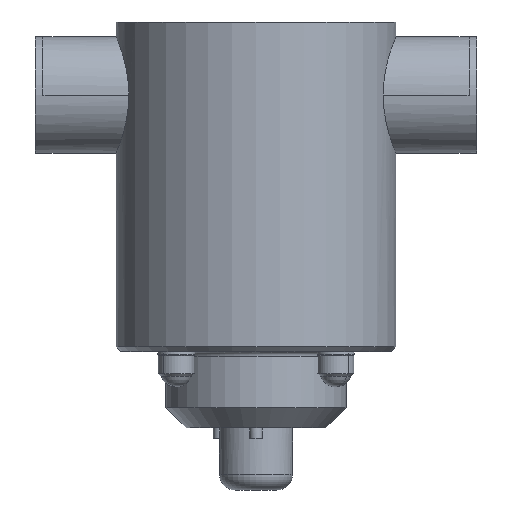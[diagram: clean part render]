
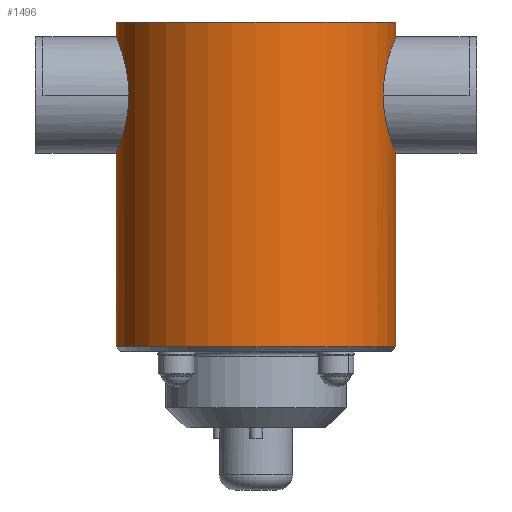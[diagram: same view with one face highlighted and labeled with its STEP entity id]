
A CAD part, front view. The second image highlights one B-rep face of the part: STEP entity #1496.
In plain terms, the highlighted cylindrical face has radius 90 mm (diameter 180 mm), a partial arc.
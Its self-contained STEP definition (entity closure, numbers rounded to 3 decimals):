
#45=CARTESIAN_POINT('',(90.,0.,80.5));
#69=CARTESIAN_POINT('',(90.,0.,155.5));
#71=CARTESIAN_POINT('',(-90.,0.,155.5));
#95=CARTESIAN_POINT('',(-90.,0.,80.5));
#97=DIRECTION('',(0.,0.,-1.));
#98=VECTOR('',#97,124.5);
#99=CARTESIAN_POINT('',(90.,0.,80.5));
#100=LINE('',#99,#98);
#101=DIRECTION('',(0.,0.,1.));
#102=VECTOR('',#101,124.5);
#103=CARTESIAN_POINT('',(-90.,0.,-44.));
#104=LINE('',#103,#102);
#105=CARTESIAN_POINT('',(-90.,0.,80.5));
#106=CARTESIAN_POINT('',(-90.,-2.116,80.5));
#107=CARTESIAN_POINT('',(-89.851,-6.376,80.857));
#108=CARTESIAN_POINT('',(-89.155,-12.889,82.551));
#109=CARTESIAN_POINT('',(-87.978,-19.28,85.602));
#110=CARTESIAN_POINT('',(-86.643,-24.531,89.38));
#111=CARTESIAN_POINT('',(-85.161,-29.224,94.212));
#112=CARTESIAN_POINT('',(-83.842,-32.779,99.381));
#113=CARTESIAN_POINT('',(-82.624,-35.711,105.872));
#114=CARTESIAN_POINT('',(-81.951,-37.205,112.138));
#115=CARTESIAN_POINT('',(-81.815,-37.5,116.08));
#116=CARTESIAN_POINT('',(-81.815,-37.5,118.));
#118=CARTESIAN_POINT('',(-81.815,-37.5,118.));
#119=CARTESIAN_POINT('',(-81.815,-37.5,120.064));
#120=CARTESIAN_POINT('',(-81.971,-37.161,124.238));
#121=CARTESIAN_POINT('',(-82.713,-35.509,130.73));
#122=CARTESIAN_POINT('',(-83.971,-32.454,137.188));
#123=CARTESIAN_POINT('',(-85.34,-28.706,142.429));
#124=CARTESIAN_POINT('',(-86.821,-23.893,147.14));
#125=CARTESIAN_POINT('',(-88.101,-18.71,150.727));
#126=CARTESIAN_POINT('',(-89.238,-12.29,153.653));
#127=CARTESIAN_POINT('',(-89.87,-5.993,155.19));
#128=CARTESIAN_POINT('',(-90.,-1.969,155.5));
#129=CARTESIAN_POINT('',(-90.,0.,155.5));
#131=DIRECTION('',(0.,0.,1.));
#132=VECTOR('',#131,9.5);
#133=CARTESIAN_POINT('',(-90.,0.,155.5));
#134=LINE('',#133,#132);
#135=DIRECTION('',(0.,0.,-1.));
#136=VECTOR('',#135,9.5);
#137=CARTESIAN_POINT('',(90.,0.,165.));
#138=LINE('',#137,#136);
#139=CARTESIAN_POINT('',(90.,0.,155.5));
#140=CARTESIAN_POINT('',(90.,-2.116,155.5));
#141=CARTESIAN_POINT('',(89.851,-6.376,155.143));
#142=CARTESIAN_POINT('',(89.155,-12.889,153.449));
#143=CARTESIAN_POINT('',(87.978,-19.28,150.398));
#144=CARTESIAN_POINT('',(86.643,-24.531,146.62));
#145=CARTESIAN_POINT('',(85.161,-29.224,141.788));
#146=CARTESIAN_POINT('',(83.842,-32.779,136.619));
#147=CARTESIAN_POINT('',(82.624,-35.711,130.128));
#148=CARTESIAN_POINT('',(81.951,-37.205,123.862));
#149=CARTESIAN_POINT('',(81.815,-37.5,119.92));
#150=CARTESIAN_POINT('',(81.815,-37.5,118.));
#152=CARTESIAN_POINT('',(81.815,-37.5,118.));
#153=CARTESIAN_POINT('',(81.815,-37.5,115.936));
#154=CARTESIAN_POINT('',(81.971,-37.161,111.762));
#155=CARTESIAN_POINT('',(82.713,-35.509,105.27));
#156=CARTESIAN_POINT('',(83.971,-32.454,98.812));
#157=CARTESIAN_POINT('',(85.34,-28.706,93.571));
#158=CARTESIAN_POINT('',(86.821,-23.893,88.86));
#159=CARTESIAN_POINT('',(88.101,-18.71,85.273));
#160=CARTESIAN_POINT('',(89.238,-12.29,82.347));
#161=CARTESIAN_POINT('',(89.87,-5.993,80.81));
#162=CARTESIAN_POINT('',(90.,-1.969,80.5));
#163=CARTESIAN_POINT('',(90.,0.,80.5));
#165=CARTESIAN_POINT('',(0.,0.,-44.));
#166=DIRECTION('',(0.,0.,1.));
#167=DIRECTION('',(-1.,0.,0.));
#168=AXIS2_PLACEMENT_3D('',#165,#166,#167);
#170=CARTESIAN_POINT('',(0.,0.,-44.));
#171=DIRECTION('',(0.,0.,1.));
#172=DIRECTION('',(0.,-1.,0.));
#173=AXIS2_PLACEMENT_3D('',#170,#171,#172);
#1001=CARTESIAN_POINT('',(0.,0.,165.));
#1002=DIRECTION('',(0.,0.,-1.));
#1003=DIRECTION('',(1.,0.,0.));
#1004=AXIS2_PLACEMENT_3D('',#1001,#1002,#1003);
#1161=VERTEX_POINT('',#45);
#1163=VERTEX_POINT('',#69);
#1164=VERTEX_POINT('',#71);
#1166=VERTEX_POINT('',#95);
#1167=CARTESIAN_POINT('',(90.,0.,-44.));
#1168=VERTEX_POINT('',#1167);
#1169=CARTESIAN_POINT('',(-90.,0.,-44.));
#1170=VERTEX_POINT('',#1169);
#1171=VERTEX_POINT('',#116);
#1172=CARTESIAN_POINT('',(-90.,0.,165.));
#1173=VERTEX_POINT('',#1172);
#1174=CARTESIAN_POINT('',(90.,0.,165.));
#1175=VERTEX_POINT('',#1174);
#1176=VERTEX_POINT('',#150);
#1179=CARTESIAN_POINT('',(0.,-90.,-44.));
#1180=VERTEX_POINT('',#1179);
#1471=CARTESIAN_POINT('',(0.,0.,-44.));
#1472=DIRECTION('',(0.,0.,1.));
#1473=DIRECTION('',(1.,0.,0.));
#1474=AXIS2_PLACEMENT_3D('',#1471,#1472,#1473);
#1475=CYLINDRICAL_SURFACE('',#1474,90.);
#1476=ORIENTED_EDGE('',*,*,#1446,.T.);
#1478=ORIENTED_EDGE('',*,*,#1477,.F.);
#1480=ORIENTED_EDGE('',*,*,#1479,.F.);
#1481=ORIENTED_EDGE('',*,*,#1440,.T.);
#1483=ORIENTED_EDGE('',*,*,#1482,.T.);
#1485=ORIENTED_EDGE('',*,*,#1484,.T.);
#1486=ORIENTED_EDGE('',*,*,#1456,.T.);
#1488=ORIENTED_EDGE('',*,*,#1487,.F.);
#1489=ORIENTED_EDGE('',*,*,#1452,.T.);
#1491=ORIENTED_EDGE('',*,*,#1490,.T.);
#1493=ORIENTED_EDGE('',*,*,#1492,.T.);
#1494=EDGE_LOOP('',(#1476,#1478,#1480,#1481,#1483,#1485,#1486,#1488,#1489,#1491,
#1493));
#1495=FACE_OUTER_BOUND('',#1494,.F.);
#117=B_SPLINE_CURVE_WITH_KNOTS('',3,(#105,#106,#107,#108,#109,#110,#111,#112,
#113,#114,#115,#116),.UNSPECIFIED.,.F.,.F.,(4,1,1,1,1,1,1,1,1,4),(0.,
0.111,0.222,0.333,0.444,
0.556,0.667,0.778,0.889,1.),
.UNSPECIFIED.);
#130=B_SPLINE_CURVE_WITH_KNOTS('',3,(#118,#119,#120,#121,#122,#123,#124,#125,
#126,#127,#128,#129),.UNSPECIFIED.,.F.,.F.,(4,1,1,1,1,1,1,1,1,4),(0.,
0.111,0.222,0.333,0.444,
0.556,0.667,0.778,0.889,1.),
.UNSPECIFIED.);
#151=B_SPLINE_CURVE_WITH_KNOTS('',3,(#139,#140,#141,#142,#143,#144,#145,#146,
#147,#148,#149,#150),.UNSPECIFIED.,.F.,.F.,(4,1,1,1,1,1,1,1,1,4),(0.,
0.111,0.222,0.333,0.444,
0.556,0.667,0.778,0.889,1.),
.UNSPECIFIED.);
#164=B_SPLINE_CURVE_WITH_KNOTS('',3,(#152,#153,#154,#155,#156,#157,#158,#159,
#160,#161,#162,#163),.UNSPECIFIED.,.F.,.F.,(4,1,1,1,1,1,1,1,1,4),(0.,
0.111,0.222,0.333,0.444,
0.556,0.667,0.778,0.889,1.),
.UNSPECIFIED.);
#169=CIRCLE('',#168,90.);
#174=CIRCLE('',#173,90.);
#1005=CIRCLE('',#1004,90.);
#1440=EDGE_CURVE('',#1170,#1166,#104,.T.);
#1446=EDGE_CURVE('',#1161,#1168,#100,.T.);
#1452=EDGE_CURVE('',#1175,#1163,#138,.T.);
#1456=EDGE_CURVE('',#1164,#1173,#134,.T.);
#1477=EDGE_CURVE('',#1180,#1168,#174,.T.);
#1479=EDGE_CURVE('',#1170,#1180,#169,.T.);
#1482=EDGE_CURVE('',#1166,#1171,#117,.T.);
#1484=EDGE_CURVE('',#1171,#1164,#130,.T.);
#1487=EDGE_CURVE('',#1175,#1173,#1005,.T.);
#1490=EDGE_CURVE('',#1163,#1176,#151,.T.);
#1492=EDGE_CURVE('',#1176,#1161,#164,.T.);
#1496=ADVANCED_FACE('',(#1495),#1475,.T.);
